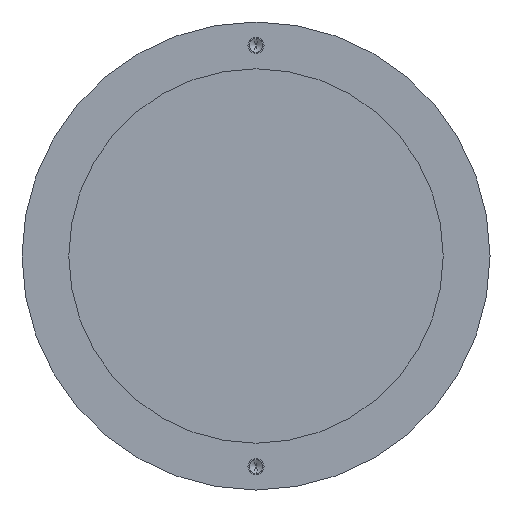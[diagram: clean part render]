
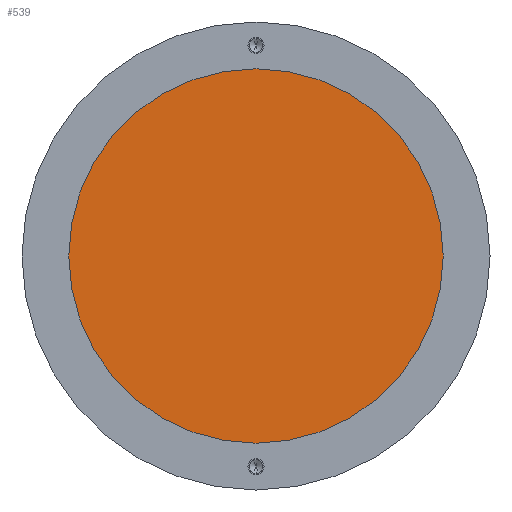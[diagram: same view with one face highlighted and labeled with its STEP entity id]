
A CAD part, left-side view. The second image highlights one B-rep face of the part: STEP entity #539.
In plain terms, the highlighted planar face has unit normal (-1, 0, 0).
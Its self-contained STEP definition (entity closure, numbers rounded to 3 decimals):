
#28 = CIRCLE ( 'NONE', #99, 31.75 ) ;
#34 = CARTESIAN_POINT ( 'NONE',  ( -0.001, 0., -31.75 ) ) ;
#44 = AXIS2_PLACEMENT_3D ( 'NONE', #59, #487, #431 ) ;
#59 = CARTESIAN_POINT ( 'NONE',  ( -0.001, 0., 0. ) ) ;
#99 = AXIS2_PLACEMENT_3D ( 'NONE', #161, #169, #119 ) ;
#119 = DIRECTION ( 'NONE',  ( 0., 0., -1. ) ) ;
#128 = CIRCLE ( 'NONE', #236, 31.75 ) ;
#161 = CARTESIAN_POINT ( 'NONE',  ( -0.001, 0., 0. ) ) ;
#163 = EDGE_LOOP ( 'NONE', ( #351, #550 ) ) ;
#169 = DIRECTION ( 'NONE',  ( 1., 0., 0. ) ) ;
#236 = AXIS2_PLACEMENT_3D ( 'NONE', #697, #472, #636 ) ;
#270 = PLANE ( 'NONE',  #44 ) ;
#313 = CARTESIAN_POINT ( 'NONE',  ( -0.001, 0., 31.75 ) ) ;
#338 = VERTEX_POINT ( 'NONE', #34 ) ;
#351 = ORIENTED_EDGE ( 'NONE', *, *, #373, .F. ) ;
#362 = VERTEX_POINT ( 'NONE', #313 ) ;
#373 = EDGE_CURVE ( 'NONE', #362, #338, #128, .T. ) ;
#431 = DIRECTION ( 'NONE',  ( 0., 0., -1. ) ) ;
#472 = DIRECTION ( 'NONE',  ( 1., 0., 0. ) ) ;
#487 = DIRECTION ( 'NONE',  ( 1., 0., 0. ) ) ;
#539 = ADVANCED_FACE ( 'NONE', ( #564 ), #270, .F. ) ;
#550 = ORIENTED_EDGE ( 'NONE', *, *, #629, .F. ) ;
#564 = FACE_OUTER_BOUND ( 'NONE', #163, .T. ) ;
#629 = EDGE_CURVE ( 'NONE', #338, #362, #28, .T. ) ;
#636 = DIRECTION ( 'NONE',  ( 0., 0., -1. ) ) ;
#697 = CARTESIAN_POINT ( 'NONE',  ( -0.001, 0., 0. ) ) ;
